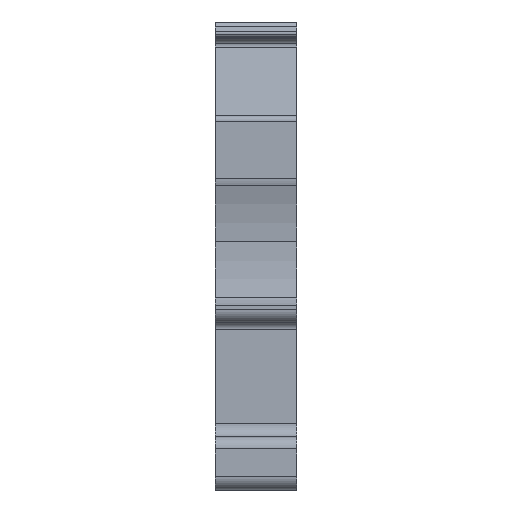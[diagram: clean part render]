
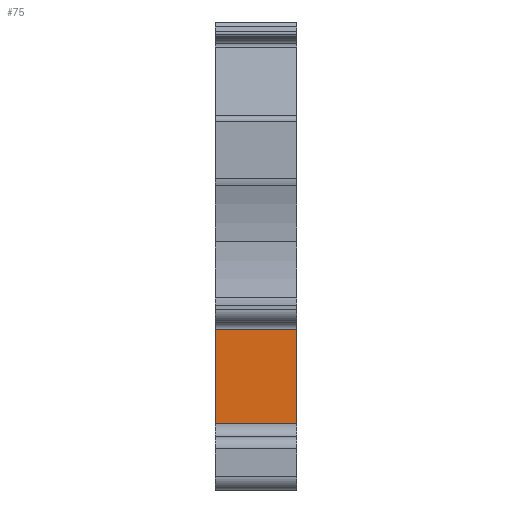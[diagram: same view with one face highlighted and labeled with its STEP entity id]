
A CAD part, front view. The second image highlights one B-rep face of the part: STEP entity #75.
In plain terms, the highlighted planar face has unit normal (0, -1, 0).
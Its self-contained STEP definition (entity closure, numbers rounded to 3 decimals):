
#75=ADVANCED_FACE('',(#324),#325,.T.);
#324=FACE_OUTER_BOUND('',#762,.T.);
#325=PLANE('',#763);
#762=EDGE_LOOP('',(#1589,#1590,#1591,#1592));
#763=AXIS2_PLACEMENT_3D('',#1593,#1594,#1595);
#1589=ORIENTED_EDGE('',*,*,#3054,.F.);
#1590=ORIENTED_EDGE('',*,*,#3290,.F.);
#1591=ORIENTED_EDGE('',*,*,#3240,.T.);
#1592=ORIENTED_EDGE('',*,*,#3291,.F.);
#1593=CARTESIAN_POINT('',(0.5,-59.4,-8.744));
#1594=DIRECTION('',(0.,-1.0,0.));
#1595=DIRECTION('',(1.0,0.0,0.));
#3054=EDGE_CURVE('',#3707,#3709,#3710,.T.);
#3240=EDGE_CURVE('',#4076,#4074,#4077,.T.);
#3290=EDGE_CURVE('',#4076,#3707,#4151,.T.);
#3291=EDGE_CURVE('',#3709,#4074,#4152,.T.);
#3707=VERTEX_POINT('',#4785);
#3709=VERTEX_POINT('',#4787);
#3710=LINE('',#4788,#4789);
#4074=VERTEX_POINT('',#5326);
#4076=VERTEX_POINT('',#5328);
#4077=LINE('',#5329,#5330);
#4151=LINE('',#5443,#5444);
#4152=LINE('',#5445,#5446);
#4785=CARTESIAN_POINT('',(1.0,-59.4,-3.15));
#4787=CARTESIAN_POINT('',(1.0,-59.4,-10.25));
#4788=CARTESIAN_POINT('',(1.0,-59.4,-3.15));
#4789=VECTOR('',#6499,7.1);
#5326=CARTESIAN_POINT('',(-5.15,-59.4,-10.25));
#5328=CARTESIAN_POINT('',(-5.15,-59.4,-3.15));
#5329=CARTESIAN_POINT('',(-5.15,-59.4,-3.15));
#5330=VECTOR('',#6819,7.1);
#5443=CARTESIAN_POINT('',(-5.15,-59.4,-3.15));
#5444=VECTOR('',#6898,6.15);
#5445=CARTESIAN_POINT('',(1.0,-59.4,-10.25));
#5446=VECTOR('',#6899,6.15);
#6499=DIRECTION('',(0.,0.,-1.0));
#6819=DIRECTION('',(0.,0.,-1.0));
#6898=DIRECTION('',(1.0,0.0,0.));
#6899=DIRECTION('',(-1.0,0.0,0.));
